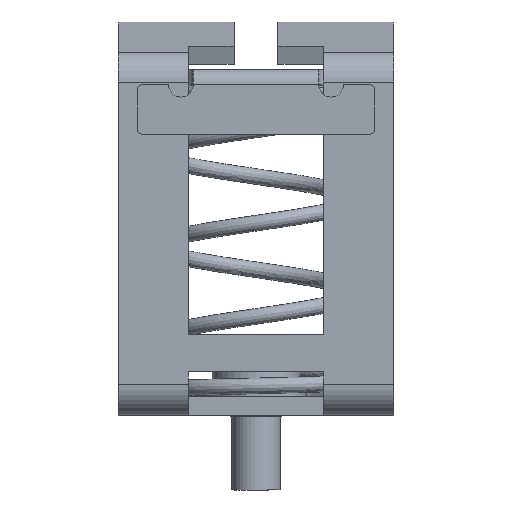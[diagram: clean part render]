
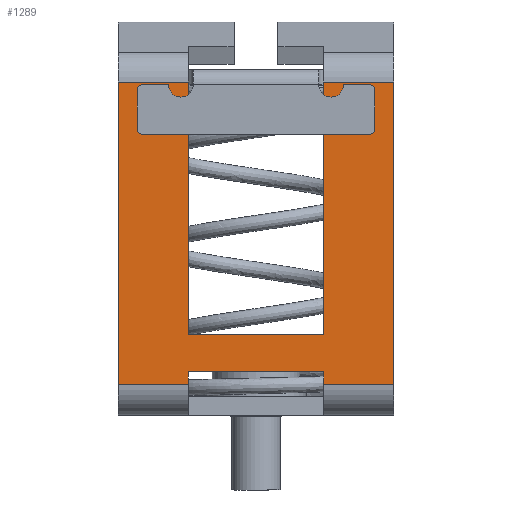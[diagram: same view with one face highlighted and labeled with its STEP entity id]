
A CAD part, left-side view. The second image highlights one B-rep face of the part: STEP entity #1289.
In plain terms, the highlighted planar face has unit normal (-1, 0, 0).
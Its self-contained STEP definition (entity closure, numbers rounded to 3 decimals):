
#1258=AXIS2_PLACEMENT_3D('Plane Axis2P3D',#1255,#1256,#1257) ;
#815=CARTESIAN_POINT('Vertex',(1.2,22.,32.604)) ;
#839=CARTESIAN_POINT('Vertex',(1.2,16.4,32.604)) ;
#954=CARTESIAN_POINT('Line Origine',(1.2,11.,32.604)) ;
#975=CARTESIAN_POINT('Vertex',(1.2,22.,8.45)) ;
#978=CARTESIAN_POINT('Line Origine',(1.2,22.,20.527)) ;
#995=CARTESIAN_POINT('Line Origine',(1.2,16.4,22.527)) ;
#999=CARTESIAN_POINT('Vertex',(1.2,16.4,12.45)) ;
#1023=CARTESIAN_POINT('Vertex',(1.2,0.,32.604)) ;
#1026=CARTESIAN_POINT('Line Origine',(1.2,0.,20.527)) ;
#1030=CARTESIAN_POINT('Vertex',(1.2,0.,8.45)) ;
#1080=CARTESIAN_POINT('Vertex',(1.2,5.6,12.45)) ;
#1083=CARTESIAN_POINT('Line Origine',(1.2,5.6,22.527)) ;
#1087=CARTESIAN_POINT('Vertex',(1.2,5.6,32.604)) ;
#1107=CARTESIAN_POINT('Line Origine',(1.2,11.,12.45)) ;
#1159=CARTESIAN_POINT('Vertex',(1.2,16.4,9.45)) ;
#1162=CARTESIAN_POINT('Line Origine',(1.2,16.4,8.95)) ;
#1166=CARTESIAN_POINT('Vertex',(1.2,16.4,8.45)) ;
#1190=CARTESIAN_POINT('Vertex',(1.2,5.6,9.45)) ;
#1193=CARTESIAN_POINT('Line Origine',(1.2,11.,9.45)) ;
#1214=CARTESIAN_POINT('Vertex',(1.2,5.6,8.45)) ;
#1217=CARTESIAN_POINT('Line Origine',(1.2,5.6,8.95)) ;
#1255=CARTESIAN_POINT('Axis2P3D Location',(1.2,11.,7.45)) ;
#1260=CARTESIAN_POINT('Line Origine',(1.2,19.2,8.45)) ;
#1265=CARTESIAN_POINT('Line Origine',(1.2,2.8,8.45)) ;
#1270=CARTESIAN_POINT('Line Origine',(1.2,2.8,32.604)) ;
#955=DIRECTION('Vector Direction',(0.,-1.,0.)) ;
#979=DIRECTION('Vector Direction',(0.,0.,-1.)) ;
#996=DIRECTION('Vector Direction',(0.,0.,1.)) ;
#1027=DIRECTION('Vector Direction',(0.,0.,-1.)) ;
#1084=DIRECTION('Vector Direction',(0.,0.,1.)) ;
#1108=DIRECTION('Vector Direction',(0.,1.,0.)) ;
#1163=DIRECTION('Vector Direction',(0.,0.,-1.)) ;
#1194=DIRECTION('Vector Direction',(0.,1.,0.)) ;
#1218=DIRECTION('Vector Direction',(0.,0.,1.)) ;
#1256=DIRECTION('Axis2P3D Direction',(-1.,0.,0.)) ;
#1257=DIRECTION('Axis2P3D XDirection',(0.,-1.,0.)) ;
#1261=DIRECTION('Vector Direction',(0.,-1.,0.)) ;
#1266=DIRECTION('Vector Direction',(0.,-1.,0.)) ;
#1271=DIRECTION('Vector Direction',(0.,-1.,0.)) ;
#956=VECTOR('Line Direction',#955,1.) ;
#980=VECTOR('Line Direction',#979,1.) ;
#997=VECTOR('Line Direction',#996,1.) ;
#1028=VECTOR('Line Direction',#1027,1.) ;
#1085=VECTOR('Line Direction',#1084,1.) ;
#1109=VECTOR('Line Direction',#1108,1.) ;
#1164=VECTOR('Line Direction',#1163,1.) ;
#1195=VECTOR('Line Direction',#1194,1.) ;
#1219=VECTOR('Line Direction',#1218,1.) ;
#1262=VECTOR('Line Direction',#1261,1.) ;
#1267=VECTOR('Line Direction',#1266,1.) ;
#1272=VECTOR('Line Direction',#1271,1.) ;
#1276=ORIENTED_EDGE('',*,*,#1089,.F.) ;
#1277=ORIENTED_EDGE('',*,*,#1111,.T.) ;
#1278=ORIENTED_EDGE('',*,*,#1001,.T.) ;
#1279=ORIENTED_EDGE('',*,*,#958,.F.) ;
#1280=ORIENTED_EDGE('',*,*,#982,.T.) ;
#1281=ORIENTED_EDGE('',*,*,#1264,.T.) ;
#1282=ORIENTED_EDGE('',*,*,#1168,.F.) ;
#1283=ORIENTED_EDGE('',*,*,#1197,.F.) ;
#1284=ORIENTED_EDGE('',*,*,#1221,.F.) ;
#1285=ORIENTED_EDGE('',*,*,#1269,.T.) ;
#1286=ORIENTED_EDGE('',*,*,#1032,.F.) ;
#1287=ORIENTED_EDGE('',*,*,#1274,.F.) ;
#1289=ADVANCED_FACE('FEHA KLBUE 4-13.5.1\\Koerper.2',(#1288),#1259,.T.) ;
#958=EDGE_CURVE('',#816,#840,#957,.T.) ;
#982=EDGE_CURVE('',#816,#976,#981,.T.) ;
#1001=EDGE_CURVE('',#1000,#840,#998,.T.) ;
#1032=EDGE_CURVE('',#1024,#1031,#1029,.T.) ;
#1089=EDGE_CURVE('',#1081,#1088,#1086,.T.) ;
#1111=EDGE_CURVE('',#1081,#1000,#1110,.T.) ;
#1168=EDGE_CURVE('',#1160,#1167,#1165,.T.) ;
#1197=EDGE_CURVE('',#1191,#1160,#1196,.T.) ;
#1221=EDGE_CURVE('',#1215,#1191,#1220,.T.) ;
#1264=EDGE_CURVE('',#976,#1167,#1263,.T.) ;
#1269=EDGE_CURVE('',#1215,#1031,#1268,.T.) ;
#1274=EDGE_CURVE('',#1088,#1024,#1273,.T.) ;
#1275=EDGE_LOOP('',(#1276,#1277,#1278,#1279,#1280,#1281,#1282,#1283,#1284,#1285,#1286,#1287)) ;
#1288=FACE_OUTER_BOUND('',#1275,.T.) ;
#957=LINE('Line',#954,#956) ;
#981=LINE('Line',#978,#980) ;
#998=LINE('Line',#995,#997) ;
#1029=LINE('Line',#1026,#1028) ;
#1086=LINE('Line',#1083,#1085) ;
#1110=LINE('Line',#1107,#1109) ;
#1165=LINE('Line',#1162,#1164) ;
#1196=LINE('Line',#1193,#1195) ;
#1220=LINE('Line',#1217,#1219) ;
#1263=LINE('Line',#1260,#1262) ;
#1268=LINE('Line',#1265,#1267) ;
#1273=LINE('Line',#1270,#1272) ;
#1259=PLANE('',#1258) ;
#816=VERTEX_POINT('',#815) ;
#840=VERTEX_POINT('',#839) ;
#976=VERTEX_POINT('',#975) ;
#1000=VERTEX_POINT('',#999) ;
#1024=VERTEX_POINT('',#1023) ;
#1031=VERTEX_POINT('',#1030) ;
#1081=VERTEX_POINT('',#1080) ;
#1088=VERTEX_POINT('',#1087) ;
#1160=VERTEX_POINT('',#1159) ;
#1167=VERTEX_POINT('',#1166) ;
#1191=VERTEX_POINT('',#1190) ;
#1215=VERTEX_POINT('',#1214) ;
